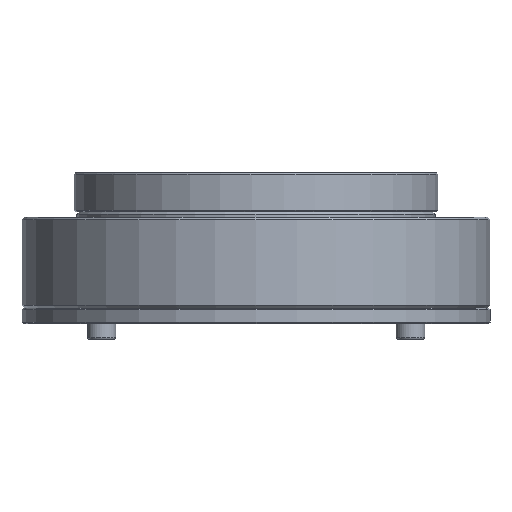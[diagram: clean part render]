
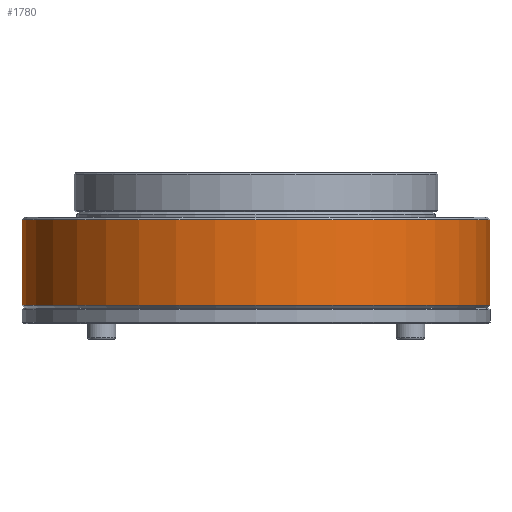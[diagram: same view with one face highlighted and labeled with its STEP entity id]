
A CAD part, front view. The second image highlights one B-rep face of the part: STEP entity #1780.
In plain terms, the highlighted cylindrical face has radius 45 mm (diameter 90 mm), a full revolution.
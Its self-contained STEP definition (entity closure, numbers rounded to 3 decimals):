
#1572=CYLINDRICAL_SURFACE('',#9446,45.);
#1780=ADVANCED_FACE('',(#2592,#2593),#1572,.T.);
#2592=FACE_BOUND('',#3637,.T.);
#2593=FACE_BOUND('',#3638,.T.);
#3637=EDGE_LOOP('',(#4809));
#3638=EDGE_LOOP('',(#4810));
#4809=ORIENTED_EDGE('',*,*,#7664,.F.);
#4810=ORIENTED_EDGE('',*,*,#7663,.T.);
#6785=VERTEX_POINT('',#13872);
#6786=VERTEX_POINT('',#13875);
#7663=EDGE_CURVE('',#6785,#6785,#8666,.T.);
#7664=EDGE_CURVE('',#6786,#6786,#8667,.T.);
#8666=CIRCLE('',#9443,45.);
#8667=CIRCLE('',#9445,45.);
#9443=AXIS2_PLACEMENT_3D('',#13871,#10927,#10928);
#9445=AXIS2_PLACEMENT_3D('',#13874,#10931,#10932);
#9446=AXIS2_PLACEMENT_3D('',#13876,#10933,#10934);
#10927=DIRECTION('',(0.,0.,-1.));
#10928=DIRECTION('',(-1.,0.,0.));
#10931=DIRECTION('',(0.,0.,-1.));
#10932=DIRECTION('',(-1.,0.,0.));
#10933=DIRECTION('',(0.,0.,-1.));
#10934=DIRECTION('',(-1.,0.,0.));
#13871=CARTESIAN_POINT('',(0.,0.,17.));
#13872=CARTESIAN_POINT('',(-45.,0.,17.));
#13874=CARTESIAN_POINT('',(0.,0.,0.5));
#13875=CARTESIAN_POINT('',(-45.,0.,0.5));
#13876=CARTESIAN_POINT('',(0.,0.,0.));
